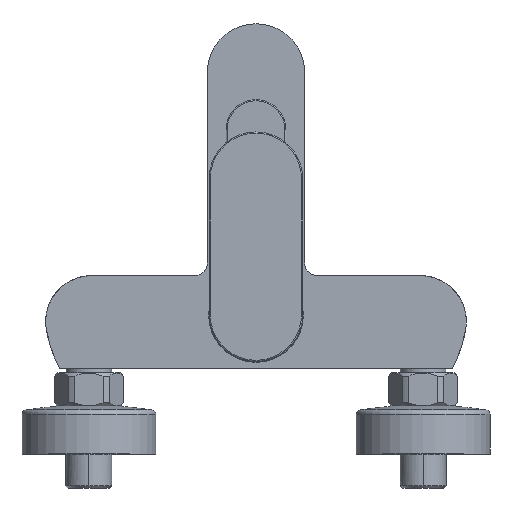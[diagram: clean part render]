
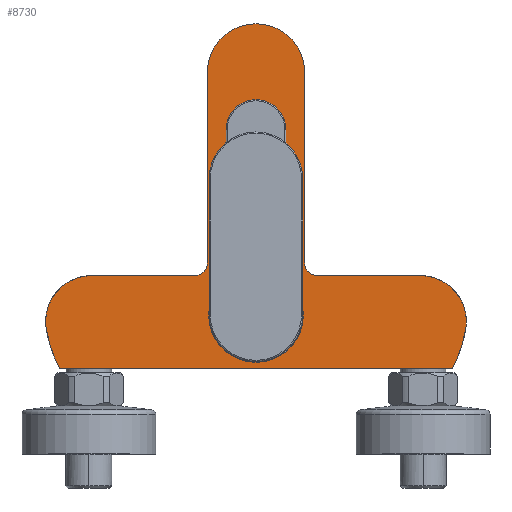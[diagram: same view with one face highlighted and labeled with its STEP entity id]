
A CAD part, top view. The second image highlights one B-rep face of the part: STEP entity #8730.
In plain terms, the highlighted planar face has unit normal (0, 0, 1).
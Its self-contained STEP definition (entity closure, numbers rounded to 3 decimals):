
#1610=DIRECTION('',(1.,0.,0.));
#1611=VECTOR('',#1610,175.992);
#1612=CARTESIAN_POINT('',(-87.996,-41.785,0.1));
#1613=LINE('',#1612,#1611);
#1614=CARTESIAN_POINT('',(0.,-17.689,0.1));
#1615=DIRECTION('',(0.,0.,-1.));
#1616=DIRECTION('',(0.,1.,0.));
#1617=AXIS2_PLACEMENT_3D('',#1614,#1615,#1616);
#1619=CARTESIAN_POINT('',(0.,-17.689,0.1));
#1620=DIRECTION('',(0.,0.,-1.));
#1621=DIRECTION('',(0.,-1.,0.));
#1622=AXIS2_PLACEMENT_3D('',#1619,#1620,#1621);
#1624=CARTESIAN_POINT('',(0.,42.39,0.1));
#1625=DIRECTION('',(0.,0.,-1.));
#1626=DIRECTION('',(0.,1.,0.));
#1627=AXIS2_PLACEMENT_3D('',#1624,#1625,#1626);
#1629=CARTESIAN_POINT('',(0.,42.39,0.1));
#1630=DIRECTION('',(0.,0.,-1.));
#1631=DIRECTION('',(0.,-1.,0.));
#1632=AXIS2_PLACEMENT_3D('',#1629,#1630,#1631);
#1658=CARTESIAN_POINT('',(-92.488,-31.054,0.1));
#1659=CARTESIAN_POINT('',(-91.367,-34.789,0.1));
#1660=CARTESIAN_POINT('',(-89.87,-38.366,0.1));
#1661=CARTESIAN_POINT('',(-87.996,-41.785,0.1));
#2002=CARTESIAN_POINT('',(87.996,-41.785,0.1));
#2003=CARTESIAN_POINT('',(89.87,-38.366,0.1));
#2004=CARTESIAN_POINT('',(91.367,-34.789,0.1));
#2005=CARTESIAN_POINT('',(92.488,-31.054,0.1));
#2024=CARTESIAN_POINT('',(94.151,-23.725,
0.1));
#2025=CARTESIAN_POINT('',(94.057,-24.493,
0.1));
#2026=CARTESIAN_POINT('',(93.804,-26.06,
0.1));
#2027=CARTESIAN_POINT('',(93.231,-28.505,
0.1));
#2028=CARTESIAN_POINT('',(92.748,-30.193,0.1));
#2029=CARTESIAN_POINT('',(92.488,-31.054,0.1));
#2047=CARTESIAN_POINT('',(51.105,-17.727,0.1));
#2048=DIRECTION('',(0.,0.,-1.));
#2049=DIRECTION('',(0.992,-0.127,0.));
#2050=AXIS2_PLACEMENT_3D('',#2047,#2048,#2049);
#2056=CARTESIAN_POINT('',(73.782,-20.622,0.1));
#2057=DIRECTION('',(0.,0.,-1.));
#2058=DIRECTION('',(0.,1.,0.));
#2059=AXIS2_PLACEMENT_3D('',#2056,#2057,#2058);
#2065=DIRECTION('',(1.,0.,0.));
#2066=VECTOR('',#2065,46.282);
#2067=CARTESIAN_POINT('',(27.5,-0.022,0.1));
#2068=LINE('',#2067,#2066);
#2076=CARTESIAN_POINT('',(27.5,5.678,0.1));
#2077=DIRECTION('',(0.,0.,-1.));
#2078=DIRECTION('',(0.,-1.,0.));
#2079=AXIS2_PLACEMENT_3D('',#2076,#2077,#2078);
#2109=DIRECTION('',(0.,1.,0.));
#2110=VECTOR('',#2109,85.522);
#2111=CARTESIAN_POINT('',(21.8,5.678,0.1));
#2112=LINE('',#2111,#2110);
#2113=CARTESIAN_POINT('',(0.,91.2,0.1));
#2114=DIRECTION('',(0.,0.,-1.));
#2115=DIRECTION('',(-1.,0.,0.));
#2116=AXIS2_PLACEMENT_3D('',#2113,#2114,#2115);
#2126=DIRECTION('',(0.,-1.,0.));
#2127=VECTOR('',#2126,85.522);
#2128=CARTESIAN_POINT('',(-21.8,91.2,0.1));
#2129=LINE('',#2128,#2127);
#2134=CARTESIAN_POINT('',(-27.5,5.678,0.1));
#2135=DIRECTION('',(0.,0.,-1.));
#2136=DIRECTION('',(1.,0.,0.));
#2137=AXIS2_PLACEMENT_3D('',#2134,#2135,#2136);
#2167=DIRECTION('',(-1.,0.,0.));
#2168=VECTOR('',#2167,46.282);
#2169=CARTESIAN_POINT('',(-27.5,-0.022,0.1));
#2170=LINE('',#2169,#2168);
#2187=CARTESIAN_POINT('',(-73.782,-20.622,0.1));
#2188=DIRECTION('',(0.,0.,-1.));
#2189=DIRECTION('',(-0.992,-0.127,0.));
#2190=AXIS2_PLACEMENT_3D('',#2187,#2188,#2189);
#2216=CARTESIAN_POINT('',(-51.105,-17.727,0.1));
#2217=DIRECTION('',(0.,0.,-1.));
#2218=DIRECTION('',(-0.99,-0.138,0.));
#2219=AXIS2_PLACEMENT_3D('',#2216,#2217,#2218);
#2228=CARTESIAN_POINT('',(-92.488,-31.054,0.1));
#2229=CARTESIAN_POINT('',(-92.748,-30.193,0.1));
#2230=CARTESIAN_POINT('',(-93.23,-28.505,
0.1));
#2231=CARTESIAN_POINT('',(-93.804,-26.06,
0.1));
#2232=CARTESIAN_POINT('',(-94.056,-24.494,
0.1));
#2233=CARTESIAN_POINT('',(-94.151,-23.726,
0.1));
#5697=CARTESIAN_POINT('',(-21.8,91.2,0.1));
#5698=CARTESIAN_POINT('',(-21.8,5.678,0.1));
#5699=VERTEX_POINT('',#5697);
#5700=VERTEX_POINT('',#5698);
#5701=VERTEX_POINT('',#2228);
#5702=VERTEX_POINT('',#2233);
#5703=CARTESIAN_POINT('',(-94.217,-23.23,0.1));
#5704=CARTESIAN_POINT('',(-73.782,-0.022,0.1));
#5705=VERTEX_POINT('',#5703);
#5706=VERTEX_POINT('',#5704);
#5707=CARTESIAN_POINT('',(-27.5,-0.022,0.1));
#5708=VERTEX_POINT('',#5707);
#5709=CARTESIAN_POINT('',(21.8,91.2,0.1));
#5710=VERTEX_POINT('',#5709);
#5711=CARTESIAN_POINT('',(21.8,5.678,0.1));
#5712=VERTEX_POINT('',#5711);
#5713=VERTEX_POINT('',#2024);
#5714=VERTEX_POINT('',#2029);
#5715=CARTESIAN_POINT('',(73.782,-0.022,0.1));
#5716=CARTESIAN_POINT('',(94.217,-23.23,0.1));
#5717=VERTEX_POINT('',#5715);
#5718=VERTEX_POINT('',#5716);
#5719=CARTESIAN_POINT('',(27.5,-0.022,0.1));
#5720=VERTEX_POINT('',#5719);
#5722=CARTESIAN_POINT('',(-87.996,-41.785,0.1));
#5724=VERTEX_POINT('',#5722);
#5732=CARTESIAN_POINT('',(87.996,-41.785,0.1));
#5734=VERTEX_POINT('',#5732);
#5825=CARTESIAN_POINT('',(0.,3.561,0.1));
#5826=VERTEX_POINT('',#5825);
#5827=CARTESIAN_POINT('',(0.,-38.939,0.1));
#5828=VERTEX_POINT('',#5827);
#5953=CARTESIAN_POINT('',(0.,54.29,0.1));
#5954=CARTESIAN_POINT('',(0.,30.49,0.1));
#5955=VERTEX_POINT('',#5953);
#5956=VERTEX_POINT('',#5954);
#8681=CARTESIAN_POINT('',(122.,-48.492,0.1));
#8682=DIRECTION('',(0.,0.,-1.));
#8683=DIRECTION('',(0.,1.,0.));
#8684=AXIS2_PLACEMENT_3D('',#8681,#8682,#8683);
#8685=PLANE('',#8684);
#8687=ORIENTED_EDGE('',*,*,#8686,.F.);
#8689=ORIENTED_EDGE('',*,*,#8688,.F.);
#8691=ORIENTED_EDGE('',*,*,#8690,.T.);
#8693=ORIENTED_EDGE('',*,*,#8692,.T.);
#8695=ORIENTED_EDGE('',*,*,#8694,.T.);
#8697=ORIENTED_EDGE('',*,*,#8696,.F.);
#8699=ORIENTED_EDGE('',*,*,#8698,.F.);
#8701=ORIENTED_EDGE('',*,*,#8700,.F.);
#8703=ORIENTED_EDGE('',*,*,#8702,.T.);
#8705=ORIENTED_EDGE('',*,*,#8704,.F.);
#8707=ORIENTED_EDGE('',*,*,#8706,.F.);
#8709=ORIENTED_EDGE('',*,*,#8708,.T.);
#8711=ORIENTED_EDGE('',*,*,#8710,.T.);
#8713=ORIENTED_EDGE('',*,*,#8712,.T.);
#8715=ORIENTED_EDGE('',*,*,#8714,.T.);
#8717=ORIENTED_EDGE('',*,*,#8716,.F.);
#8718=EDGE_LOOP('',(#8687,#8689,#8691,#8693,#8695,#8697,#8699,#8701,#8703,#8705,
#8707,#8709,#8711,#8713,#8715,#8717));
#8719=FACE_OUTER_BOUND('',#8718,.F.);
#8720=ORIENTED_EDGE('',*,*,#8674,.F.);
#8721=ORIENTED_EDGE('',*,*,#8663,.F.);
#8722=EDGE_LOOP('',(#8720,#8721));
#8723=FACE_BOUND('',#8722,.F.);
#8725=ORIENTED_EDGE('',*,*,#8724,.F.);
#8727=ORIENTED_EDGE('',*,*,#8726,.F.);
#8728=EDGE_LOOP('',(#8725,#8727));
#8729=FACE_BOUND('',#8728,.F.);
#8730=ADVANCED_FACE('',(#8719,#8723,#8729),#8685,.F.);
#1618=CIRCLE('',#1617,21.25);
#1623=CIRCLE('',#1622,21.25);
#1628=CIRCLE('',#1627,11.9);
#1633=CIRCLE('',#1632,11.9);
#1662=B_SPLINE_CURVE_WITH_KNOTS('',3,(#1658,#1659,#1660,#1661),.UNSPECIFIED.,
.F.,.F.,(4,4),(0.,1.),.UNSPECIFIED.);
#2006=B_SPLINE_CURVE_WITH_KNOTS('',3,(#2002,#2003,#2004,#2005),.UNSPECIFIED.,
.F.,.F.,(4,4),(0.,1.),.UNSPECIFIED.);
#2030=B_SPLINE_CURVE_WITH_KNOTS('',3,(#2024,#2025,#2026,#2027,#2028,#2029),
.UNSPECIFIED.,.F.,.F.,(4,1,1,4),(0.,0.333,0.667,1.),
.UNSPECIFIED.);
#2051=CIRCLE('',#2050,43.461);
#2060=CIRCLE('',#2059,20.6);
#2080=CIRCLE('',#2079,5.7);
#2117=CIRCLE('',#2116,21.8);
#2138=CIRCLE('',#2137,5.7);
#2191=CIRCLE('',#2190,20.6);
#2220=CIRCLE('',#2219,43.461);
#2234=B_SPLINE_CURVE_WITH_KNOTS('',3,(#2228,#2229,#2230,#2231,#2232,#2233),
.UNSPECIFIED.,.F.,.F.,(4,1,1,4),(0.,0.333,0.667,1.),
.UNSPECIFIED.);
#8663=EDGE_CURVE('',#5828,#5826,#1623,.T.);
#8674=EDGE_CURVE('',#5826,#5828,#1618,.T.);
#8686=EDGE_CURVE('',#5724,#5734,#1613,.T.);
#8688=EDGE_CURVE('',#5701,#5724,#1662,.T.);
#8690=EDGE_CURVE('',#5701,#5702,#2234,.T.);
#8692=EDGE_CURVE('',#5702,#5705,#2220,.T.);
#8694=EDGE_CURVE('',#5705,#5706,#2191,.T.);
#8696=EDGE_CURVE('',#5708,#5706,#2170,.T.);
#8698=EDGE_CURVE('',#5700,#5708,#2138,.T.);
#8700=EDGE_CURVE('',#5699,#5700,#2129,.T.);
#8702=EDGE_CURVE('',#5699,#5710,#2117,.T.);
#8704=EDGE_CURVE('',#5712,#5710,#2112,.T.);
#8706=EDGE_CURVE('',#5720,#5712,#2080,.T.);
#8708=EDGE_CURVE('',#5720,#5717,#2068,.T.);
#8710=EDGE_CURVE('',#5717,#5718,#2060,.T.);
#8712=EDGE_CURVE('',#5718,#5713,#2051,.T.);
#8714=EDGE_CURVE('',#5713,#5714,#2030,.T.);
#8716=EDGE_CURVE('',#5734,#5714,#2006,.T.);
#8724=EDGE_CURVE('',#5955,#5956,#1628,.T.);
#8726=EDGE_CURVE('',#5956,#5955,#1633,.T.);
